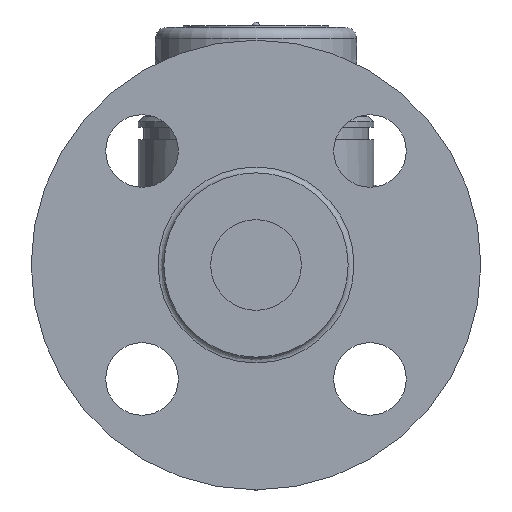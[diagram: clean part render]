
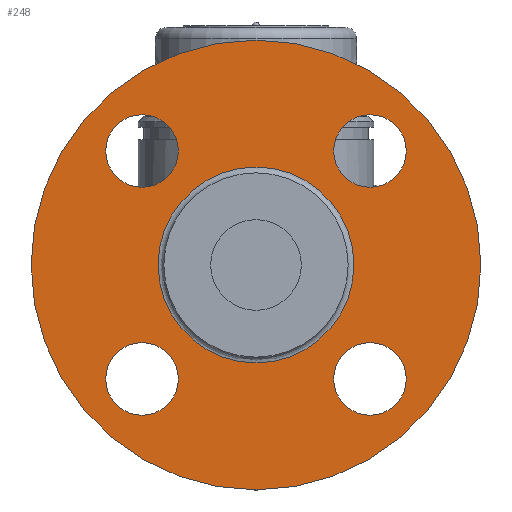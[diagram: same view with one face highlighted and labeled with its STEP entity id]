
A CAD part, left-side view. The second image highlights one B-rep face of the part: STEP entity #248.
In plain terms, the highlighted free-form (B-spline) face has degree [1, 1] with [2, 2] control points.
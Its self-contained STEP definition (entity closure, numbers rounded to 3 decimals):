
#121=CARTESIAN_POINT('',(-98.6,0.0,27.));
#122=VERTEX_POINT('',#121);
#123=CARTESIAN_POINT('',(-98.6,0.0,0.));
#124=DIRECTION('',(-1.0,0.0,0.0));
#125=DIRECTION('',(0.0,0.0,-1.0));
#126=AXIS2_PLACEMENT_3D('',#123,#124,#125);
#127=CIRCLE('',#126,27.);
#128=EDGE_CURVE('',#122,#122,#127,.T.);
#185=CARTESIAN_POINT('',(-98.6,62.,62.));
#186=CARTESIAN_POINT('',(-98.6,62.,-62.));
#187=CARTESIAN_POINT('',(-98.6,-62.,62.));
#188=CARTESIAN_POINT('',(-98.6,-62.,-62.));
#189=B_SPLINE_SURFACE_WITH_KNOTS('',1,1,((#185,#187),(#186,#188)),.UNSPECIFIED.,.F.,.F.,.U.,(2,2),(2,2),(0.0,124.),(0.0,124.),.UNSPECIFIED.);
#190=CARTESIAN_POINT('',(-98.6,0.0,62.));
#191=VERTEX_POINT('',#190);
#192=CARTESIAN_POINT('',(-98.6,0.0,0.));
#193=DIRECTION('',(-1.0,0.0,0.0));
#194=DIRECTION('',(0.0,0.0,1.0));
#195=AXIS2_PLACEMENT_3D('',#192,#193,#194);
#196=CIRCLE('',#195,62.);
#197=EDGE_CURVE('',#191,#191,#196,.T.);
#198=ORIENTED_EDGE('',*,*,#197,.T.);
#199=EDGE_LOOP('',(#198));
#200=FACE_OUTER_BOUND('',#199,.T.);
#201=CARTESIAN_POINT('',(-98.6,31.431,21.431));
#202=VERTEX_POINT('',#201);
#203=CARTESIAN_POINT('',(-98.6,31.431,31.431));
#204=DIRECTION('',(1.0,0.0,0.0));
#205=DIRECTION('',(0.0,0.0,-1.0));
#206=AXIS2_PLACEMENT_3D('',#203,#204,#205);
#207=CIRCLE('',#206,10.0);
#208=EDGE_CURVE('',#202,#202,#207,.T.);
#209=ORIENTED_EDGE('',*,*,#208,.T.);
#210=EDGE_LOOP('',(#209));
#211=FACE_BOUND('',#210,.T.);
#212=CARTESIAN_POINT('',(-98.6,21.431,-31.431));
#213=VERTEX_POINT('',#212);
#214=CARTESIAN_POINT('',(-98.6,31.431,-31.431));
#215=DIRECTION('',(1.0,0.0,0.0));
#216=DIRECTION('',(0.0,-1.0,0.0));
#217=AXIS2_PLACEMENT_3D('',#214,#215,#216);
#218=CIRCLE('',#217,10.0);
#219=EDGE_CURVE('',#213,#213,#218,.T.);
#220=ORIENTED_EDGE('',*,*,#219,.T.);
#221=EDGE_LOOP('',(#220));
#222=FACE_BOUND('',#221,.T.);
#223=CARTESIAN_POINT('',(-98.6,-31.431,-21.431));
#224=VERTEX_POINT('',#223);
#225=CARTESIAN_POINT('',(-98.6,-31.431,-31.431));
#226=DIRECTION('',(1.0,0.0,0.0));
#227=DIRECTION('',(0.0,0.0,1.0));
#228=AXIS2_PLACEMENT_3D('',#225,#226,#227);
#229=CIRCLE('',#228,10.0);
#230=EDGE_CURVE('',#224,#224,#229,.T.);
#231=ORIENTED_EDGE('',*,*,#230,.T.);
#232=EDGE_LOOP('',(#231));
#233=FACE_BOUND('',#232,.T.);
#234=CARTESIAN_POINT('',(-98.6,-21.431,31.431));
#235=VERTEX_POINT('',#234);
#236=CARTESIAN_POINT('',(-98.6,-31.431,31.431));
#237=DIRECTION('',(1.0,0.0,0.0));
#238=DIRECTION('',(0.0,1.0,0.0));
#239=AXIS2_PLACEMENT_3D('',#236,#237,#238);
#240=CIRCLE('',#239,10.0);
#241=EDGE_CURVE('',#235,#235,#240,.T.);
#242=ORIENTED_EDGE('',*,*,#241,.T.);
#243=EDGE_LOOP('',(#242));
#244=FACE_BOUND('',#243,.T.);
#245=ORIENTED_EDGE('',*,*,#128,.F.);
#246=EDGE_LOOP('',(#245));
#247=FACE_BOUND('',#246,.T.);
#248=ADVANCED_FACE('',(#200,#211,#222,#233,#244,#247),#189,.T.);
